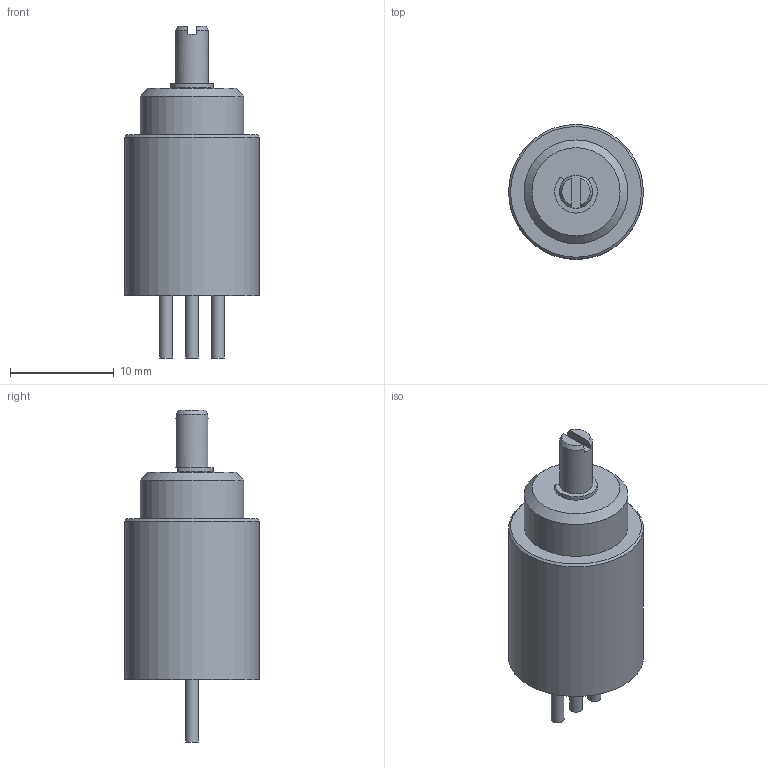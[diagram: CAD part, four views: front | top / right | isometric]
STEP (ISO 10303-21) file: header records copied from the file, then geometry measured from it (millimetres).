
FILE_DESCRIPTION(('Bauteilbeschreibung','HiCAD-Model','HiCAD-STEP-TRANSLATION','Bauteilbeschreibung'),'2;1');
FILE_NAME('VERT-X 1302_1332.STP','2009-04-14T10:23:08+00:00',('Konstrukteur'),('Konstrukteur Firma GmbH'),' HiCAD neXt 2008, Step 3.1.1401.2D ','HiCAD neXt 2008','confidential');
FILE_SCHEMA(('AUTOMOTIVE_DESIGN { 1 2 10303 214 0 1 1 1 }'));
Length unit declared in the file: millimetre
Products named in the file (5): VERT_X 1302_1332; VERT_X_1302_XXX_XXX_2XX; WIRES; HOUSING; SHAFT
Assembly tree (4 placements, depth 3):
  VERT_X 1302_1332
    VERT_X_1302_XXX_XXX_2XX
      WIRES
      HOUSING
      SHAFT
Bounding box: 13 x 13 x 32 mm (x, y, z)
Volume: 2548.2 mm3; surface area: 1298.8 mm2
Topology: 6 solids, 6 shells, 44 faces, 86 edges, 57 vertices
Faces by surface type: plane 23, cylinder 16, cone 5
Full cylindrical faces by diameter (mm): 1.25 x3, 2.3 x1, 3.175 x2, 10 x1, 13 x1
Entity records: 1472 total; most frequent: DIRECTION 212, CARTESIAN_POINT 186, ORIENTED_EDGE 144, AXIS2_PLACEMENT_3D 92, EDGE_CURVE 72, COLOUR_RGB 63, PRESENTATION_STYLE_ASSIGNMENT 63, CURVE_STYLE 60
